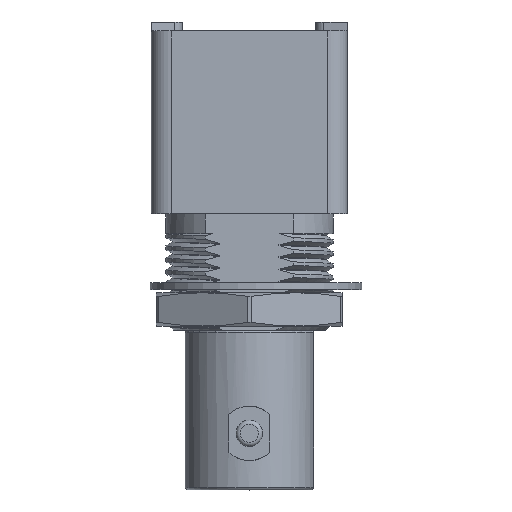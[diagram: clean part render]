
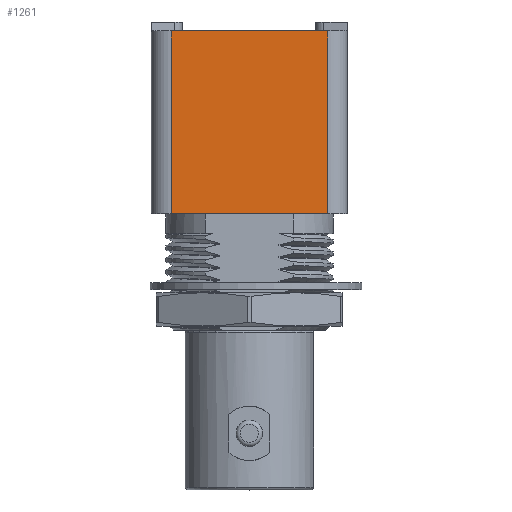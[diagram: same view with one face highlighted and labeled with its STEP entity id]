
A CAD part, top view. The second image highlights one B-rep face of the part: STEP entity #1261.
In plain terms, the highlighted planar face has unit normal (0, 0, 1).
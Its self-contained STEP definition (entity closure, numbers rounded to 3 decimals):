
#419=PLANE('',#4631);
#690=LINE('',#11044,#965);
#713=LINE('',#11090,#988);
#714=LINE('',#11092,#989);
#715=LINE('',#11094,#990);
#965=VECTOR('',#5637,1.);
#988=VECTOR('',#5678,1.);
#989=VECTOR('',#5681,1.);
#990=VECTOR('',#5682,1.);
#1261=ADVANCED_FACE('',(#1532),#419,.T.);
#1532=FACE_OUTER_BOUND('',#1852,.T.);
#1852=EDGE_LOOP('',(#3069,#3070,#3071,#3072));
#3069=ORIENTED_EDGE('',*,*,#4169,.F.);
#3070=ORIENTED_EDGE('',*,*,#4170,.T.);
#3071=ORIENTED_EDGE('',*,*,#4171,.T.);
#3072=ORIENTED_EDGE('',*,*,#4142,.F.);
#3593=VERTEX_POINT('',#11043);
#3594=VERTEX_POINT('',#11045);
#3607=VERTEX_POINT('',#11089);
#3608=VERTEX_POINT('',#11093);
#4142=EDGE_CURVE('',#3593,#3594,#690,.T.);
#4169=EDGE_CURVE('',#3607,#3593,#713,.T.);
#4170=EDGE_CURVE('',#3607,#3608,#714,.T.);
#4171=EDGE_CURVE('',#3608,#3594,#715,.T.);
#4631=AXIS2_PLACEMENT_3D('',#11095,#5683,#5684);
#5637=DIRECTION('',(1.,0.,0.));
#5678=DIRECTION('',(0.,1.,0.));
#5681=DIRECTION('',(1.,0.,0.));
#5682=DIRECTION('',(0.,1.,0.));
#5683=DIRECTION('',(0.,0.,1.));
#5684=DIRECTION('',(1.,0.,0.));
#11043=CARTESIAN_POINT('',(-5.88,34.5,6.25));
#11044=CARTESIAN_POINT('',(0.,34.5,6.25));
#11045=CARTESIAN_POINT('',(5.88,34.5,6.25));
#11089=CARTESIAN_POINT('',(-5.88,20.76,6.25));
#11090=CARTESIAN_POINT('',(-5.88,35.1,6.25));
#11092=CARTESIAN_POINT('',(-7.38,20.76,6.25));
#11093=CARTESIAN_POINT('',(5.88,20.76,6.25));
#11094=CARTESIAN_POINT('',(5.88,35.1,6.25));
#11095=CARTESIAN_POINT('',(-7.38,35.1,6.25));
